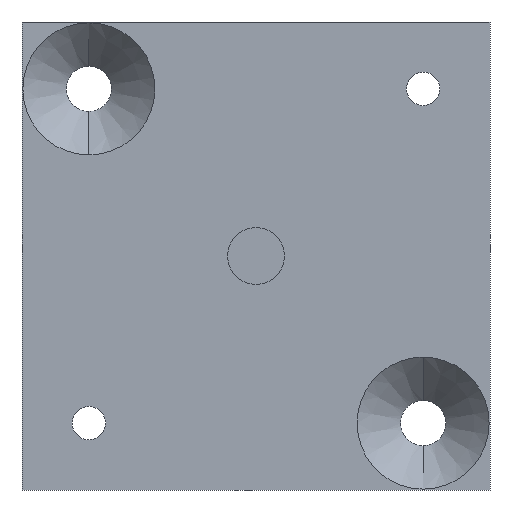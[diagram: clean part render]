
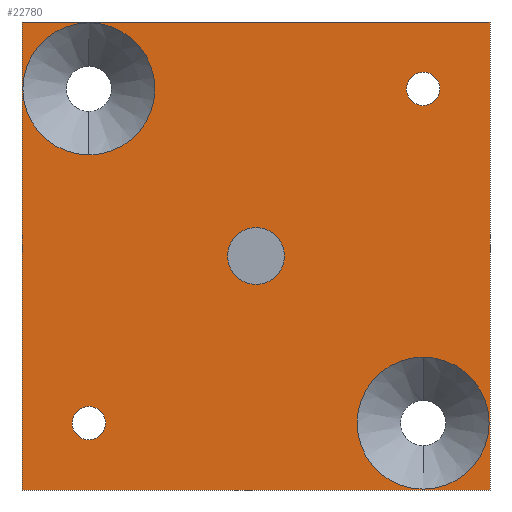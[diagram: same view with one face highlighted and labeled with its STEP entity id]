
A CAD part, front view. The second image highlights one B-rep face of the part: STEP entity #22780.
In plain terms, the highlighted planar face has unit normal (0, -1, 0).
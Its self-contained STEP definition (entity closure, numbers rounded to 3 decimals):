
#34 = CARTESIAN_POINT ( 'NONE',  ( -25., 0., 34.875 ) ) ;
#115 = CARTESIAN_POINT ( 'NONE',  ( -25., 0., 15.125 ) ) ;
#269 = EDGE_CURVE ( 'NONE', #11490, #420, #19960, .T. ) ;
#420 = VERTEX_POINT ( 'NONE', #20137 ) ;
#16968 = CARTESIAN_POINT ( 'NONE',  ( 25., 0., -15.125 ) ) ;
#17064 = CARTESIAN_POINT ( 'NONE',  ( 0., 0., 4.25 ) ) ;
#17248 = LINE ( 'NONE', #17249, #17250 ) ;
#17249 = CARTESIAN_POINT ( 'NONE',  ( -35., 0., -35. ) ) ;
#17250 = VECTOR ( 'NONE', #17251, 1000. ) ;
#17251 = DIRECTION ( 'NONE',  ( -1., 0., 0. ) ) ;
#17446 = EDGE_CURVE ( 'NONE', #21044, #22048, #11838, .T. ) ;
#17564 = CARTESIAN_POINT ( 'NONE',  ( 25., 0., 27.5 ) ) ;
#17745 = EDGE_CURVE ( 'NONE', #12238, #2778, #12062, .T. ) ;
#17757 = CARTESIAN_POINT ( 'NONE',  ( 0., 0., -4.25 ) ) ;
#1381 = ORIENTED_EDGE ( 'NONE', *, *, #269, .F. ) ;
#18138 = EDGE_CURVE ( 'NONE', #21707, #13632, #12460, .T. ) ;
#18334 = FACE_BOUND ( 'NONE', #19482, .T. ) ;
#18335 = FACE_BOUND ( 'NONE', #13636, .T. ) ;
#18336 = FACE_BOUND ( 'NONE', #9038, .T. ) ;
#18337 = FACE_BOUND ( 'NONE', #9087, .T. ) ;
#18338 = FACE_BOUND ( 'NONE', #9330, .T. ) ;
#18339 = FACE_OUTER_BOUND ( 'NONE', #8404, .T. ) ;
#18352 = PLANE ( 'NONE',  #18353 ) ;
#1983 = CIRCLE ( 'NONE', #1984, 9.875 ) ;
#1984 = AXIS2_PLACEMENT_3D ( 'NONE', #1985, #1986, #1987 ) ;
#18353 = AXIS2_PLACEMENT_3D ( 'NONE', #18354, #18355, #18356 ) ;
#18354 = CARTESIAN_POINT ( 'NONE',  ( -35., 0., 35. ) ) ;
#18355 = DIRECTION ( 'NONE',  ( 0., 1., 0. ) ) ;
#18356 = DIRECTION ( 'NONE',  ( 0., 0., 1. ) ) ;
#1985 = CARTESIAN_POINT ( 'NONE',  ( 25., 0., -25. ) ) ;
#1986 = DIRECTION ( 'NONE',  ( 0., 1., 0. ) ) ;
#1987 = DIRECTION ( 'NONE',  ( 0., 0., 1. ) ) ;
#18483 = EDGE_CURVE ( 'NONE', #13632, #21707, #12787, .T. ) ;
#18616 = ORIENTED_EDGE ( 'NONE', *, *, #18138, .T. ) ;
#18734 = ORIENTED_EDGE ( 'NONE', *, *, #6036, .T. ) ;
#18838 = ORIENTED_EDGE ( 'NONE', *, *, #3243, .T. ) ;
#2592 = CIRCLE ( 'NONE', #2593, 9.875 ) ;
#18968 = EDGE_CURVE ( 'NONE', #19312, #11490, #14080, .T. ) ;
#2593 = AXIS2_PLACEMENT_3D ( 'NONE', #2594, #2607, #2608 ) ;
#2594 = CARTESIAN_POINT ( 'NONE',  ( -25., 0., 25. ) ) ;
#2607 = DIRECTION ( 'NONE',  ( 0., 1., 0. ) ) ;
#2608 = DIRECTION ( 'NONE',  ( 0., 0., 1. ) ) ;
#2778 = VERTEX_POINT ( 'NONE', #22127 ) ;
#19226 = VERTEX_POINT ( 'NONE', #14765 ) ;
#19312 = VERTEX_POINT ( 'NONE', #14984 ) ;
#19452 = ORIENTED_EDGE ( 'NONE', *, *, #7480, .F. ) ;
#19482 = EDGE_LOOP ( 'NONE', ( #18616, #14309 ) ) ;
#3243 = EDGE_CURVE ( 'NONE', #20895, #19226, #22544, .T. ) ;
#3252 = CIRCLE ( 'NONE', #3253, 4.25 ) ;
#3253 = AXIS2_PLACEMENT_3D ( 'NONE', #3254, #3255, #3256 ) ;
#3254 = CARTESIAN_POINT ( 'NONE',  ( 0., 0., 0. ) ) ;
#3255 = DIRECTION ( 'NONE',  ( 0., -1., 0. ) ) ;
#3256 = DIRECTION ( 'NONE',  ( 0., 0., -1. ) ) ;
#3526 = VERTEX_POINT ( 'NONE', #34 ) ;
#19960 = LINE ( 'NONE', #19961, #19962 ) ;
#19961 = CARTESIAN_POINT ( 'NONE',  ( 35., 0., -35. ) ) ;
#19962 = VECTOR ( 'NONE', #19963, 1000. ) ;
#19963 = DIRECTION ( 'NONE',  ( 0., 0., -1. ) ) ;
#3606 = LINE ( 'NONE', #3607, #3608 ) ;
#3607 = CARTESIAN_POINT ( 'NONE',  ( -35., 0., -35. ) ) ;
#3608 = VECTOR ( 'NONE', #3609, 1000. ) ;
#3609 = DIRECTION ( 'NONE',  ( 0., 0., 1. ) ) ;
#3661 = VERTEX_POINT ( 'NONE', #115 ) ;
#20137 = CARTESIAN_POINT ( 'NONE',  ( 35., 0., -35. ) ) ;
#20850 = ORIENTED_EDGE ( 'NONE', *, *, #10142, .T. ) ;
#20895 = VERTEX_POINT ( 'NONE', #16968 ) ;
#21044 = VERTEX_POINT ( 'NONE', #17064 ) ;
#21221 = ORIENTED_EDGE ( 'NONE', *, *, #18968, .F. ) ;
#21361 = EDGE_CURVE ( 'NONE', #420, #12918, #17248, .T. ) ;
#21707 = VERTEX_POINT ( 'NONE', #17564 ) ;
#5580 = CIRCLE ( 'NONE', #5581, 9.875 ) ;
#5581 = AXIS2_PLACEMENT_3D ( 'NONE', #5582, #5583, #5584 ) ;
#5582 = CARTESIAN_POINT ( 'NONE',  ( -25., 0., 25. ) ) ;
#5583 = DIRECTION ( 'NONE',  ( 0., 1., 0. ) ) ;
#5584 = DIRECTION ( 'NONE',  ( 0., 0., 1. ) ) ;
#22048 = VERTEX_POINT ( 'NONE', #17757 ) ;
#22127 = CARTESIAN_POINT ( 'NONE',  ( -25., 0., -27.5 ) ) ;
#6036 = EDGE_CURVE ( 'NONE', #19226, #20895, #1983, .T. ) ;
#22544 = CIRCLE ( 'NONE', #22545, 9.875 ) ;
#22545 = AXIS2_PLACEMENT_3D ( 'NONE', #22546, #22547, #22548 ) ;
#22546 = CARTESIAN_POINT ( 'NONE',  ( 25., 0., -25. ) ) ;
#22547 = DIRECTION ( 'NONE',  ( 0., 1., 0. ) ) ;
#22548 = DIRECTION ( 'NONE',  ( 0., 0., 1. ) ) ;
#22780 = ADVANCED_FACE ( 'NONE', ( #18334, #18335, #18336, #18337, #18338, #18339 ), #18352, .F. ) ;
#6666 = CARTESIAN_POINT ( 'NONE',  ( 35., 0., 35. ) ) ;
#6815 = EDGE_CURVE ( 'NONE', #3661, #3526, #2592, .T. ) ;
#7318 = CARTESIAN_POINT ( 'NONE',  ( -25., 0., -22.5 ) ) ;
#7480 = EDGE_CURVE ( 'NONE', #22048, #21044, #3252, .T. ) ;
#7848 = CARTESIAN_POINT ( 'NONE',  ( -35., 0., -35. ) ) ;
#7917 = EDGE_CURVE ( 'NONE', #12918, #19312, #3606, .T. ) ;
#7989 = ORIENTED_EDGE ( 'NONE', *, *, #17446, .F. ) ;
#8404 = EDGE_LOOP ( 'NONE', ( #9119, #9408, #1381, #21221 ) ) ;
#8578 = CARTESIAN_POINT ( 'NONE',  ( 25., 0., 22.5 ) ) ;
#8990 = ORIENTED_EDGE ( 'NONE', *, *, #14193, .T. ) ;
#9038 = EDGE_LOOP ( 'NONE', ( #9406, #20850 ) ) ;
#9087 = EDGE_LOOP ( 'NONE', ( #18734, #18838 ) ) ;
#9090 = CIRCLE ( 'NONE', #9091, 2.5 ) ;
#9091 = AXIS2_PLACEMENT_3D ( 'NONE', #9092, #9093, #9094 ) ;
#9092 = CARTESIAN_POINT ( 'NONE',  ( -25., 0., -25. ) ) ;
#9093 = DIRECTION ( 'NONE',  ( 0., 1., 0. ) ) ;
#9094 = DIRECTION ( 'NONE',  ( 0., 0., 1. ) ) ;
#9119 = ORIENTED_EDGE ( 'NONE', *, *, #7917, .F. ) ;
#9330 = EDGE_LOOP ( 'NONE', ( #19452, #7989 ) ) ;
#9406 = ORIENTED_EDGE ( 'NONE', *, *, #6815, .T. ) ;
#9408 = ORIENTED_EDGE ( 'NONE', *, *, #21361, .F. ) ;
#10142 = EDGE_CURVE ( 'NONE', #3526, #3661, #5580, .T. ) ;
#11490 = VERTEX_POINT ( 'NONE', #6666 ) ;
#11838 = CIRCLE ( 'NONE', #11839, 4.25 ) ;
#11839 = AXIS2_PLACEMENT_3D ( 'NONE', #11840, #11841, #11842 ) ;
#11840 = CARTESIAN_POINT ( 'NONE',  ( 0., 0., 0. ) ) ;
#11841 = DIRECTION ( 'NONE',  ( 0., -1., 0. ) ) ;
#11842 = DIRECTION ( 'NONE',  ( 0., 0., -1. ) ) ;
#12062 = CIRCLE ( 'NONE', #12063, 2.5 ) ;
#12063 = AXIS2_PLACEMENT_3D ( 'NONE', #12064, #12065, #12066 ) ;
#12064 = CARTESIAN_POINT ( 'NONE',  ( -25., 0., -25. ) ) ;
#12065 = DIRECTION ( 'NONE',  ( 0., 1., 0. ) ) ;
#12066 = DIRECTION ( 'NONE',  ( 0., 0., 1. ) ) ;
#12238 = VERTEX_POINT ( 'NONE', #7318 ) ;
#12460 = CIRCLE ( 'NONE', #12461, 2.5 ) ;
#12461 = AXIS2_PLACEMENT_3D ( 'NONE', #12462, #12463, #12464 ) ;
#12462 = CARTESIAN_POINT ( 'NONE',  ( 25., 0., 25. ) ) ;
#12463 = DIRECTION ( 'NONE',  ( 0., 1., 0. ) ) ;
#12464 = DIRECTION ( 'NONE',  ( 0., 0., 1. ) ) ;
#12787 = CIRCLE ( 'NONE', #12788, 2.5 ) ;
#12788 = AXIS2_PLACEMENT_3D ( 'NONE', #12789, #12790, #12791 ) ;
#12789 = CARTESIAN_POINT ( 'NONE',  ( 25., 0., 25. ) ) ;
#12790 = DIRECTION ( 'NONE',  ( 0., 1., 0. ) ) ;
#12791 = DIRECTION ( 'NONE',  ( 0., 0., 1. ) ) ;
#12918 = VERTEX_POINT ( 'NONE', #7848 ) ;
#13632 = VERTEX_POINT ( 'NONE', #8578 ) ;
#13636 = EDGE_LOOP ( 'NONE', ( #14736, #8990 ) ) ;
#14080 = LINE ( 'NONE', #14081, #14082 ) ;
#14081 = CARTESIAN_POINT ( 'NONE',  ( -35., 0., 35. ) ) ;
#14082 = VECTOR ( 'NONE', #14083, 1000. ) ;
#14083 = DIRECTION ( 'NONE',  ( 1., 0., 0. ) ) ;
#14193 = EDGE_CURVE ( 'NONE', #2778, #12238, #9090, .T. ) ;
#14309 = ORIENTED_EDGE ( 'NONE', *, *, #18483, .T. ) ;
#14736 = ORIENTED_EDGE ( 'NONE', *, *, #17745, .T. ) ;
#14765 = CARTESIAN_POINT ( 'NONE',  ( 25., 0., -34.875 ) ) ;
#14984 = CARTESIAN_POINT ( 'NONE',  ( -35., 0., 35. ) ) ;
